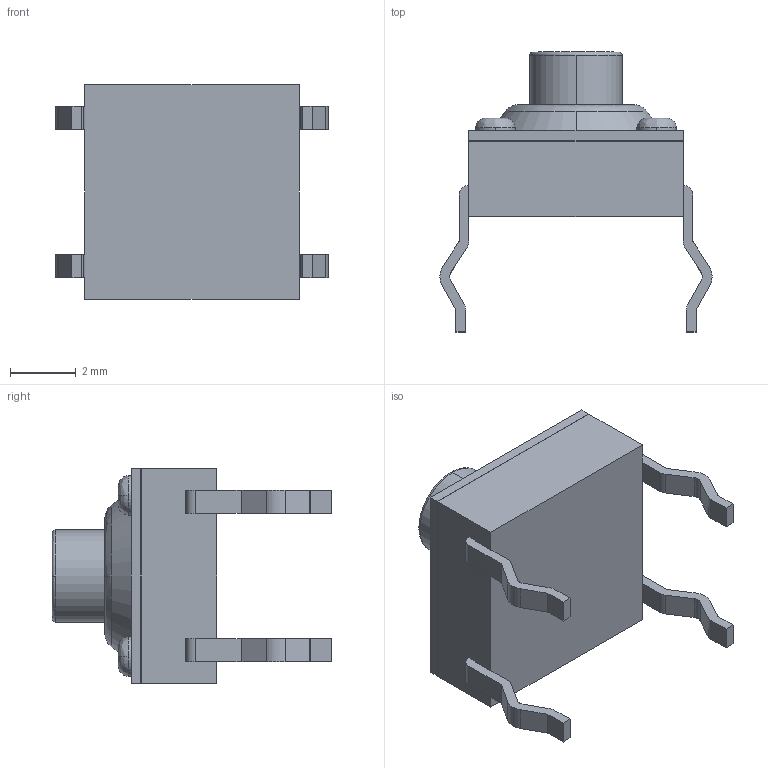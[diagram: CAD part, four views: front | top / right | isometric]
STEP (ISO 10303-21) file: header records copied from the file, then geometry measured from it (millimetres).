
FILE_DESCRIPTION (( 'STEP AP214' ), '1' );
FILE_NAME ('User Library-TS-1150-WP.STEP', '2012-06-04T08:30:07', ( 'sysAdmin' ), ( 'SolidWorks' ), 'SwSTEP 2.0', 'SolidWorks 2012', '' );
FILE_SCHEMA (( 'AUTOMOTIVE_DESIGN' ));
Length unit declared in the file: centimetre
Products named in the file (3): User Library-TS-1150-WP; User Library-TS-1150-WP_TS-1180-WP_Plastic_1; User Library-TS-1150-WP_TS-1180-WP_Metal_1
Assembly tree (2 placements, depth 2):
  User Library-TS-1150-WP
    User Library-TS-1150-WP_TS-1180-WP_Plastic_1
    User Library-TS-1150-WP_TS-1180-WP_Metal_1
Bounding box: 8.27 x 8.5 x 6.5 mm (x, y, z)
Volume: 143.8 mm3; surface area: 360.5 mm2
Topology: 2 solids, 2 shells, 125 faces, 340 edges, 224 vertices
Faces by surface type: plane 69, cylinder 42, bspline 12, cone 2
Entity records: 5661 total; most frequent: CARTESIAN_POINT 978, DIRECTION 680, ORIENTED_EDGE 680, EDGE_CURVE 340, AXIS2_PLACEMENT_3D 234, VERTEX_POINT 224, VECTOR 212, LINE 212
